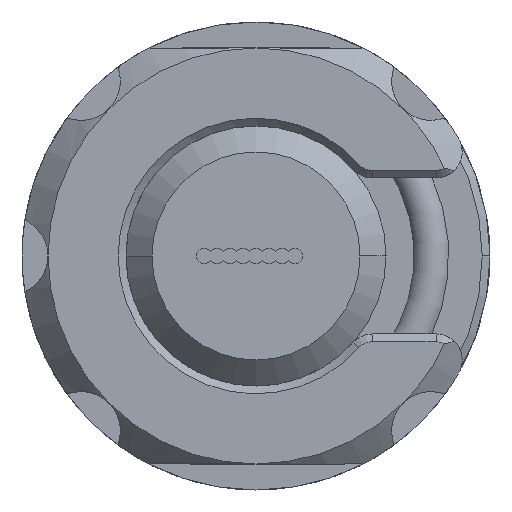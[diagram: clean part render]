
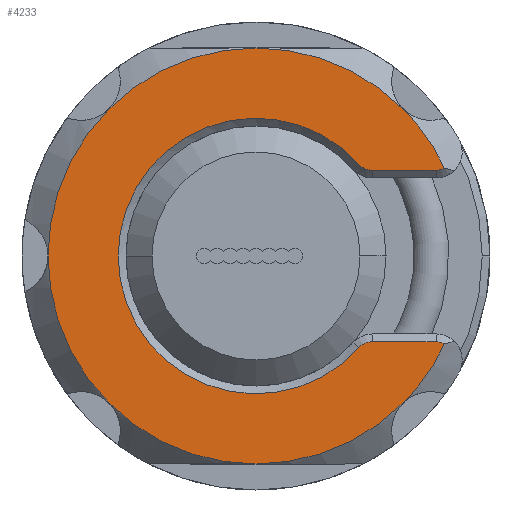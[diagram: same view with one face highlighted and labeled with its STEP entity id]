
A CAD part, front view. The second image highlights one B-rep face of the part: STEP entity #4233.
In plain terms, the highlighted planar face has unit normal (0, -1, 0).
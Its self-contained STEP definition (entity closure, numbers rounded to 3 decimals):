
#4 = DIRECTION ( 'NONE',  ( 1., 0., 0. ) ) ;
#44 = CIRCLE ( 'NONE', #4679, 0.7 ) ;
#88 = EDGE_CURVE ( 'NONE', #1195, #2667, #4255, .T. ) ;
#94 = ORIENTED_EDGE ( 'NONE', *, *, #3343, .T. ) ;
#97 = EDGE_CURVE ( 'NONE', #4051, #746, #2564, .T. ) ;
#107 = CIRCLE ( 'NONE', #1047, 8. ) ;
#131 = ORIENTED_EDGE ( 'NONE', *, *, #3455, .T. ) ;
#151 = CIRCLE ( 'NONE', #1179, 8. ) ;
#155 = ORIENTED_EDGE ( 'NONE', *, *, #4993, .T. ) ;
#186 = AXIS2_PLACEMENT_3D ( 'NONE', #1846, #5047, #2939 ) ;
#220 = CARTESIAN_POINT ( 'NONE',  ( 0., -10.652, -8. ) ) ;
#227 = ORIENTED_EDGE ( 'NONE', *, *, #4933, .T. ) ;
#285 = CARTESIAN_POINT ( 'NONE',  ( 6.928, -10.652, -3.3 ) ) ;
#314 = ORIENTED_EDGE ( 'NONE', *, *, #97, .T. ) ;
#330 = EDGE_CURVE ( 'NONE', #2688, #1944, #107, .T. ) ;
#348 = CARTESIAN_POINT ( 'NONE',  ( 6.928, -10.652, 3.3 ) ) ;
#639 = CARTESIAN_POINT ( 'NONE',  ( 3.95, -10.652, -3.533 ) ) ;
#661 = AXIS2_PLACEMENT_3D ( 'NONE', #4831, #2562, #1141 ) ;
#663 = VERTEX_POINT ( 'NONE', #1302 ) ;
#685 = VERTEX_POINT ( 'NONE', #1856 ) ;
#702 = EDGE_CURVE ( 'NONE', #5317, #4051, #2605, .T. ) ;
#746 = VERTEX_POINT ( 'NONE', #2841 ) ;
#827 = CARTESIAN_POINT ( 'NONE',  ( 0., -10.652, 0. ) ) ;
#864 = FACE_OUTER_BOUND ( 'NONE', #5549, .T. ) ;
#880 = AXIS2_PLACEMENT_3D ( 'NONE', #2541, #3925, #2097 ) ;
#1027 = VECTOR ( 'NONE', #4299, 1000. ) ;
#1038 = DIRECTION ( 'NONE',  ( 1., 0., 0. ) ) ;
#1047 = AXIS2_PLACEMENT_3D ( 'NONE', #5634, #3403, #5099 ) ;
#1084 = DIRECTION ( 'NONE',  ( 0., -1., 0. ) ) ;
#1128 = EDGE_CURVE ( 'NONE', #3953, #685, #2139, .T. ) ;
#1141 = DIRECTION ( 'NONE',  ( 0.707, 0., -0.707 ) ) ;
#1179 = AXIS2_PLACEMENT_3D ( 'NONE', #1557, #3390, #3332 ) ;
#1195 = VERTEX_POINT ( 'NONE', #3104 ) ;
#1206 = DIRECTION ( 'NONE',  ( 0., -1., 0. ) ) ;
#1302 = CARTESIAN_POINT ( 'NONE',  ( 4.472, -10.652, -3.3 ) ) ;
#1313 = ORIENTED_EDGE ( 'NONE', *, *, #1641, .T. ) ;
#1336 = DIRECTION ( 'NONE',  ( 0., -1., 0. ) ) ;
#1344 = DIRECTION ( 'NONE',  ( 0., -1., 0. ) ) ;
#1408 = CIRCLE ( 'NONE', #2908, 8. ) ;
#1487 = VERTEX_POINT ( 'NONE', #5697 ) ;
#1539 = ORIENTED_EDGE ( 'NONE', *, *, #1128, .T. ) ;
#1557 = CARTESIAN_POINT ( 'NONE',  ( 0., -10.652, 0. ) ) ;
#1641 = EDGE_CURVE ( 'NONE', #663, #3953, #44, .T. ) ;
#1660 = AXIS2_PLACEMENT_3D ( 'NONE', #4597, #3093, #1038 ) ;
#1754 = PLANE ( 'NONE',  #4113 ) ;
#1788 = LINE ( 'NONE', #4494, #2031 ) ;
#1846 = CARTESIAN_POINT ( 'NONE',  ( 0., -10.652, 0. ) ) ;
#1856 = CARTESIAN_POINT ( 'NONE',  ( 3.95, -10.652, 3.533 ) ) ;
#1884 = CIRCLE ( 'NONE', #3868, 0.7 ) ;
#1886 = DIRECTION ( 'NONE',  ( 0., -1., 0. ) ) ;
#1915 = DIRECTION ( 'NONE',  ( 0.707, 0., -0.707 ) ) ;
#1937 = CARTESIAN_POINT ( 'NONE',  ( 5.657, -10.652, -5.657 ) ) ;
#1944 = VERTEX_POINT ( 'NONE', #220 ) ;
#2031 = VECTOR ( 'NONE', #4003, 1000. ) ;
#2036 = EDGE_CURVE ( 'NONE', #746, #2722, #2116, .T. ) ;
#2049 = DIRECTION ( 'NONE',  ( 0., 1., 0. ) ) ;
#2056 = AXIS2_PLACEMENT_3D ( 'NONE', #827, #1336, #2580 ) ;
#2097 = DIRECTION ( 'NONE',  ( 0.707, 0., -0.707 ) ) ;
#2099 = CARTESIAN_POINT ( 'NONE',  ( 6.928, -10.652, -4. ) ) ;
#2116 = CIRCLE ( 'NONE', #880, 8. ) ;
#2139 = CIRCLE ( 'NONE', #4417, 5.3 ) ;
#2199 = DIRECTION ( 'NONE',  ( 0.707, 0., -0.707 ) ) ;
#2251 = EDGE_CURVE ( 'NONE', #2722, #1195, #151, .T. ) ;
#2304 = CARTESIAN_POINT ( 'NONE',  ( 0., -10.652, 0. ) ) ;
#2334 = DIRECTION ( 'NONE',  ( 0., -1., 0. ) ) ;
#2525 = CARTESIAN_POINT ( 'NONE',  ( 0., -10.652, 0. ) ) ;
#2541 = CARTESIAN_POINT ( 'NONE',  ( 0., -10.652, 0. ) ) ;
#2550 = AXIS2_PLACEMENT_3D ( 'NONE', #3916, #1206, #3480 ) ;
#2551 = CARTESIAN_POINT ( 'NONE',  ( -5.657, -10.652, -5.657 ) ) ;
#2562 = DIRECTION ( 'NONE',  ( 0., -1., 0. ) ) ;
#2564 = CIRCLE ( 'NONE', #661, 8. ) ;
#2580 = DIRECTION ( 'NONE',  ( 0.707, 0., -0.707 ) ) ;
#2605 = CIRCLE ( 'NONE', #1660, 0.7 ) ;
#2667 = VERTEX_POINT ( 'NONE', #4558 ) ;
#2688 = VERTEX_POINT ( 'NONE', #2551 ) ;
#2722 = VERTEX_POINT ( 'NONE', #4753 ) ;
#2773 = CARTESIAN_POINT ( 'NONE',  ( 4.472, -10.652, 4. ) ) ;
#2787 = VERTEX_POINT ( 'NONE', #285 ) ;
#2799 = EDGE_CURVE ( 'NONE', #1487, #5317, #3376, .T. ) ;
#2841 = CARTESIAN_POINT ( 'NONE',  ( 5.657, -10.652, 5.657 ) ) ;
#2903 = EDGE_CURVE ( 'NONE', #2667, #2688, #4722, .T. ) ;
#2908 = AXIS2_PLACEMENT_3D ( 'NONE', #2304, #2334, #1915 ) ;
#2910 = CARTESIAN_POINT ( 'NONE',  ( 7.251, -10.652, 3.379 ) ) ;
#2931 = CARTESIAN_POINT ( 'NONE',  ( 6.928, -10.652, 3.3 ) ) ;
#2939 = DIRECTION ( 'NONE',  ( 0.707, 0., -0.707 ) ) ;
#3038 = DIRECTION ( 'NONE',  ( 1., 0., 0. ) ) ;
#3062 = ORIENTED_EDGE ( 'NONE', *, *, #702, .T. ) ;
#3093 = DIRECTION ( 'NONE',  ( 0., -1., 0. ) ) ;
#3104 = CARTESIAN_POINT ( 'NONE',  ( -5.657, -10.652, 5.657 ) ) ;
#3247 = CARTESIAN_POINT ( 'NONE',  ( 7.251, -10.652, -3.379 ) ) ;
#3303 = ORIENTED_EDGE ( 'NONE', *, *, #2036, .T. ) ;
#3332 = DIRECTION ( 'NONE',  ( 0.707, 0., -0.707 ) ) ;
#3343 = EDGE_CURVE ( 'NONE', #3431, #2787, #3768, .T. ) ;
#3376 = LINE ( 'NONE', #2931, #1027 ) ;
#3390 = DIRECTION ( 'NONE',  ( 0., -1., 0. ) ) ;
#3403 = DIRECTION ( 'NONE',  ( 0., -1., 0. ) ) ;
#3431 = VERTEX_POINT ( 'NONE', #3247 ) ;
#3455 = EDGE_CURVE ( 'NONE', #3996, #3431, #1408, .T. ) ;
#3480 = DIRECTION ( 'NONE',  ( 0.707, 0., -0.707 ) ) ;
#3768 = CIRCLE ( 'NONE', #5394, 0.7 ) ;
#3868 = AXIS2_PLACEMENT_3D ( 'NONE', #2773, #1084, #5514 ) ;
#3894 = ORIENTED_EDGE ( 'NONE', *, *, #330, .T. ) ;
#3900 = EDGE_CURVE ( 'NONE', #1944, #3996, #5294, .T. ) ;
#3916 = CARTESIAN_POINT ( 'NONE',  ( 0., -10.652, 0. ) ) ;
#3925 = DIRECTION ( 'NONE',  ( 0., -1., 0. ) ) ;
#3953 = VERTEX_POINT ( 'NONE', #639 ) ;
#3985 = DIRECTION ( 'NONE',  ( 0., -1., 0. ) ) ;
#3996 = VERTEX_POINT ( 'NONE', #1937 ) ;
#4003 = DIRECTION ( 'NONE',  ( -1., 0., 0. ) ) ;
#4009 = ORIENTED_EDGE ( 'NONE', *, *, #88, .T. ) ;
#4026 = CARTESIAN_POINT ( 'NONE',  ( 0., -10.652, 0. ) ) ;
#4051 = VERTEX_POINT ( 'NONE', #2910 ) ;
#4113 = AXIS2_PLACEMENT_3D ( 'NONE', #4026, #1344, #2199 ) ;
#4233 = ADVANCED_FACE ( 'NONE', ( #864 ), #1754, .T. ) ;
#4255 = CIRCLE ( 'NONE', #2550, 8. ) ;
#4299 = DIRECTION ( 'NONE',  ( 1., 0., 0. ) ) ;
#4417 = AXIS2_PLACEMENT_3D ( 'NONE', #2525, #2049, #5675 ) ;
#4441 = ORIENTED_EDGE ( 'NONE', *, *, #2799, .T. ) ;
#4494 = CARTESIAN_POINT ( 'NONE',  ( 4.472, -10.652, -3.3 ) ) ;
#4558 = CARTESIAN_POINT ( 'NONE',  ( -8., -10.652, 0. ) ) ;
#4597 = CARTESIAN_POINT ( 'NONE',  ( 6.928, -10.652, 4. ) ) ;
#4679 = AXIS2_PLACEMENT_3D ( 'NONE', #5755, #3985, #3038 ) ;
#4722 = CIRCLE ( 'NONE', #2056, 8. ) ;
#4753 = CARTESIAN_POINT ( 'NONE',  ( 0., -10.652, 8. ) ) ;
#4831 = CARTESIAN_POINT ( 'NONE',  ( 0., -10.652, 0. ) ) ;
#4849 = ORIENTED_EDGE ( 'NONE', *, *, #2903, .T. ) ;
#4933 = EDGE_CURVE ( 'NONE', #2787, #663, #1788, .T. ) ;
#4993 = EDGE_CURVE ( 'NONE', #685, #1487, #1884, .T. ) ;
#5047 = DIRECTION ( 'NONE',  ( 0., -1., 0. ) ) ;
#5057 = ORIENTED_EDGE ( 'NONE', *, *, #3900, .T. ) ;
#5099 = DIRECTION ( 'NONE',  ( 0.707, 0., -0.707 ) ) ;
#5240 = ORIENTED_EDGE ( 'NONE', *, *, #2251, .T. ) ;
#5294 = CIRCLE ( 'NONE', #186, 8. ) ;
#5317 = VERTEX_POINT ( 'NONE', #348 ) ;
#5394 = AXIS2_PLACEMENT_3D ( 'NONE', #2099, #1886, #4 ) ;
#5514 = DIRECTION ( 'NONE',  ( 1., 0., 0. ) ) ;
#5549 = EDGE_LOOP ( 'NONE', ( #4441, #3062, #314, #3303, #5240, #4009, #4849, #3894, #5057, #131, #94, #227, #1313, #1539, #155 ) ) ;
#5634 = CARTESIAN_POINT ( 'NONE',  ( 0., -10.652, 0. ) ) ;
#5675 = DIRECTION ( 'NONE',  ( 1., 0., 0. ) ) ;
#5697 = CARTESIAN_POINT ( 'NONE',  ( 4.472, -10.652, 3.3 ) ) ;
#5755 = CARTESIAN_POINT ( 'NONE',  ( 4.472, -10.652, -4. ) ) ;
